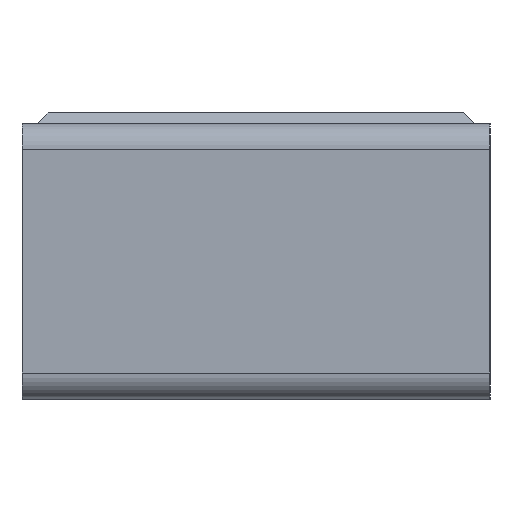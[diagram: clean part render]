
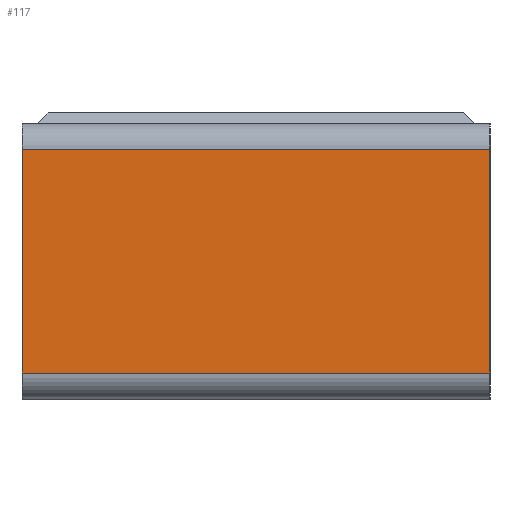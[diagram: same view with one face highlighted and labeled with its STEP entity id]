
A CAD part, left-side view. The second image highlights one B-rep face of the part: STEP entity #117.
In plain terms, the highlighted planar face has unit normal (-1, 0, 0).
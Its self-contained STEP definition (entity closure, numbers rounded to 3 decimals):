
#117=ADVANCED_FACE('',(#589),#591,.T.);
#589=FACE_BOUND('',#590,.T.);
#590=EDGE_LOOP('',(#961,#962,#963,#964));
#591=PLANE('',#592);
#592=AXIS2_PLACEMENT_3D('',#593,#594,#595);
#593=CARTESIAN_POINT('',(-0.85,-0.45,0.05));
#594=DIRECTION('',(-1.,0.,0.));
#595=DIRECTION('',(0.,0.,1.));
#961=ORIENTED_EDGE('',*,*,#1212,.T.);
#962=ORIENTED_EDGE('',*,*,#1231,.T.);
#963=ORIENTED_EDGE('',*,*,#1232,.F.);
#964=ORIENTED_EDGE('',*,*,#1233,.F.);
#1212=EDGE_CURVE('',#1358,#1356,#1359,.T.);
#1231=EDGE_CURVE('',#1356,#1391,#1393,.T.);
#1232=EDGE_CURVE('',#1394,#1391,#1395,.T.);
#1233=EDGE_CURVE('',#1358,#1394,#1396,.T.);
#1356=VERTEX_POINT('',#1606);
#1358=VERTEX_POINT('',#1611);
#1359=LINE('',#1612,#1613);
#1391=VERTEX_POINT('',#1683);
#1393=LINE('',#1688,#1689);
#1394=VERTEX_POINT('',#1691);
#1395=LINE('',#1692,#1693);
#1396=LINE('',#1695,#1696);
#1606=CARTESIAN_POINT('',(-0.85,-0.45,0.48));
#1611=CARTESIAN_POINT('',(-0.85,-0.45,0.05));
#1612=CARTESIAN_POINT('',(-0.85,-0.45,0.05));
#1613=VECTOR('',#1614,1.);
#1614=DIRECTION('',(0.,0.,1.));
#1683=CARTESIAN_POINT('',(-0.85,0.45,0.48));
#1688=CARTESIAN_POINT('',(-0.85,-0.45,0.48));
#1689=VECTOR('',#1690,1.);
#1690=DIRECTION('',(0.,1.,0.));
#1691=CARTESIAN_POINT('',(-0.85,0.45,0.05));
#1692=CARTESIAN_POINT('',(-0.85,0.45,0.05));
#1693=VECTOR('',#1694,1.);
#1694=DIRECTION('',(0.,0.,1.));
#1695=CARTESIAN_POINT('',(-0.85,-0.45,0.05));
#1696=VECTOR('',#1697,1.);
#1697=DIRECTION('',(0.,1.,0.));
